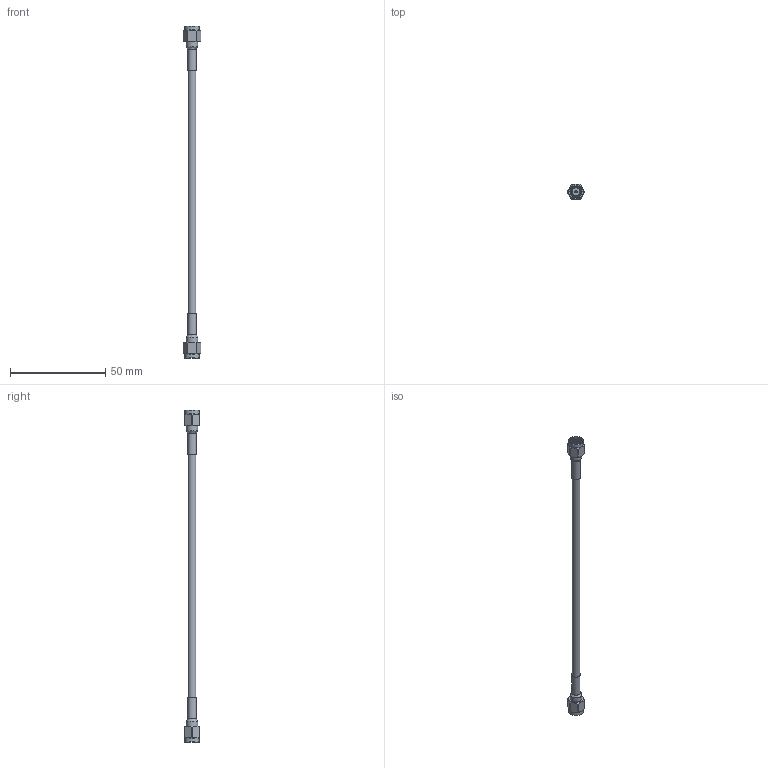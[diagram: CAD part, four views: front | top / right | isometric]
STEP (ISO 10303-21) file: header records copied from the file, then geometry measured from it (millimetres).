
FILE_DESCRIPTION (( 'STEP AP203' ), '1' );
FILE_NAME ('SCA52141.step', '2019-10-22T17:36:09', ( '' ), ( '' ), 'SwSTEP 2.0', 'SolidWorks 2018', '' );
FILE_SCHEMA (( 'CONFIG_CONTROL_DESIGN' ));
Length unit declared in the file: inch
Products named in the file (3): SCA52141; Coax Cable_PE-P141; SC3016_HeatShrink
Assembly tree (3 placements, depth 2):
  SCA52141
    Coax Cable_PE-P141
    SC3016_HeatShrink  x2
Bounding box: 8.99 x 7.94 x 174.16 mm (x, y, z)
Volume: 2963.2 mm3; surface area: 3131.9 mm2
Topology: 3 solids, 3 shells, 87 faces, 231 edges, 160 vertices
Faces by surface type: cylinder 39, plane 28, bspline 10, cone 10
Full cylindrical faces by diameter (mm): 0.94 x2, 1.194 x2, 4.14 x1, 4.445 x2, 4.648 x2, 6.096 x2, 6.35 x12, 7.762 x2
Entity records: 3600 total; most frequent: CARTESIAN_POINT 2404, ORIENTED_EDGE 188, DIRECTION 156, EDGE_CURVE 94, VERTEX_POINT 78, AXIS2_PLACEMENT_3D 72, EDGE_LOOP 58, FACE_OUTER_BOUND 49
